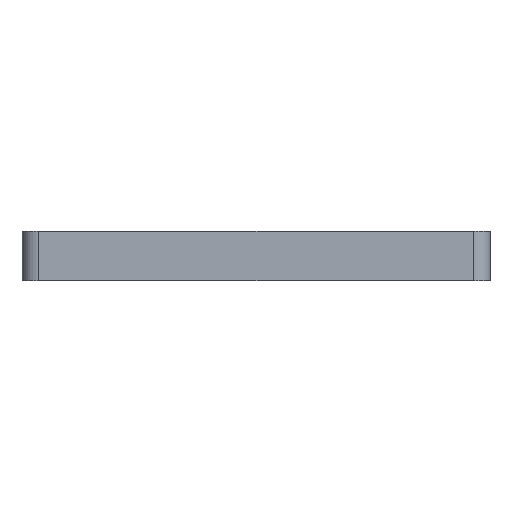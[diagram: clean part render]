
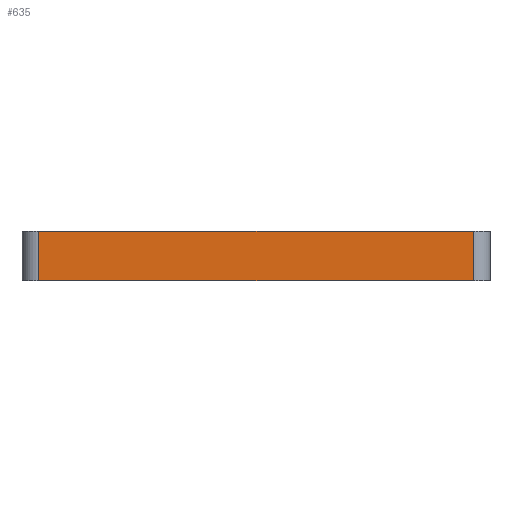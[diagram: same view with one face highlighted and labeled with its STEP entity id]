
A CAD part, left-side view. The second image highlights one B-rep face of the part: STEP entity #635.
In plain terms, the highlighted planar face has unit normal (-1, 0, 0).
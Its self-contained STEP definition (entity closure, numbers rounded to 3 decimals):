
#22 = LINE ( 'NONE', #530, #1287 ) ;
#32 = DIRECTION ( 'NONE',  ( 0., 0., 1. ) ) ;
#78 = EDGE_CURVE ( 'NONE', #1177, #898, #1240, .T. ) ;
#82 = DIRECTION ( 'NONE',  ( 1., 0., 0. ) ) ;
#90 = PLANE ( 'NONE',  #1097 ) ;
#123 = EDGE_CURVE ( 'NONE', #743, #1177, #22, .T. ) ;
#131 = EDGE_LOOP ( 'NONE', ( #1139, #594, #142, #1319 ) ) ;
#142 = ORIENTED_EDGE ( 'NONE', *, *, #1143, .F. ) ;
#189 = DIRECTION ( 'NONE',  ( 0., 1., 0. ) ) ;
#276 = EDGE_CURVE ( 'NONE', #898, #601, #1085, .T. ) ;
#447 = CARTESIAN_POINT ( 'NONE',  ( -28.2, -26.2, 6. ) ) ;
#509 = CARTESIAN_POINT ( 'NONE',  ( -28.2, -26.2, 0. ) ) ;
#530 = CARTESIAN_POINT ( 'NONE',  ( -28.2, 26.2, 6. ) ) ;
#594 = ORIENTED_EDGE ( 'NONE', *, *, #276, .T. ) ;
#601 = VERTEX_POINT ( 'NONE', #447 ) ;
#635 = ADVANCED_FACE ( 'NONE', ( #1024 ), #90, .F. ) ;
#653 = CARTESIAN_POINT ( 'NONE',  ( -28.2, -26.2, 6. ) ) ;
#691 = LINE ( 'NONE', #910, #1261 ) ;
#711 = DIRECTION ( 'NONE',  ( 0., -1., 0. ) ) ;
#743 = VERTEX_POINT ( 'NONE', #1110 ) ;
#788 = CARTESIAN_POINT ( 'NONE',  ( -28.2, 26.2, 0. ) ) ;
#898 = VERTEX_POINT ( 'NONE', #509 ) ;
#910 = CARTESIAN_POINT ( 'NONE',  ( -28.2, 28.2, 6. ) ) ;
#955 = DIRECTION ( 'NONE',  ( 0., 0., -1. ) ) ;
#1024 = FACE_OUTER_BOUND ( 'NONE', #131, .T. ) ;
#1029 = CARTESIAN_POINT ( 'NONE',  ( -28.2, 28.2, 6. ) ) ;
#1039 = CARTESIAN_POINT ( 'NONE',  ( -28.2, 28.2, 0. ) ) ;
#1085 = LINE ( 'NONE', #653, #1227 ) ;
#1097 = AXIS2_PLACEMENT_3D ( 'NONE', #1029, #82, #189 ) ;
#1110 = CARTESIAN_POINT ( 'NONE',  ( -28.2, 26.2, 6. ) ) ;
#1139 = ORIENTED_EDGE ( 'NONE', *, *, #78, .T. ) ;
#1143 = EDGE_CURVE ( 'NONE', #743, #601, #691, .T. ) ;
#1177 = VERTEX_POINT ( 'NONE', #788 ) ;
#1208 = VECTOR ( 'NONE', #711, 1000. ) ;
#1209 = DIRECTION ( 'NONE',  ( 0., -1., 0. ) ) ;
#1227 = VECTOR ( 'NONE', #32, 1000. ) ;
#1240 = LINE ( 'NONE', #1039, #1208 ) ;
#1261 = VECTOR ( 'NONE', #1209, 1000. ) ;
#1287 = VECTOR ( 'NONE', #955, 1000. ) ;
#1319 = ORIENTED_EDGE ( 'NONE', *, *, #123, .T. ) ;
